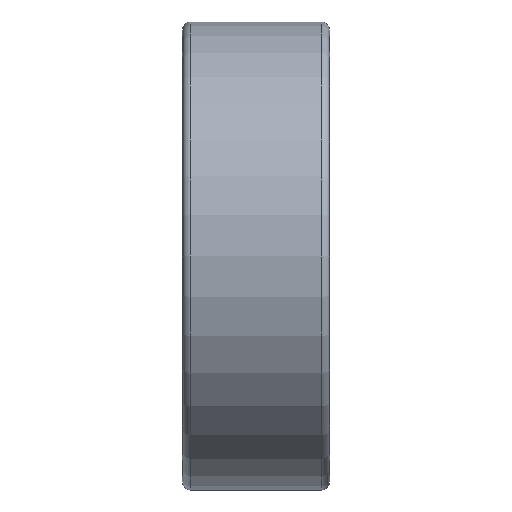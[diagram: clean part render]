
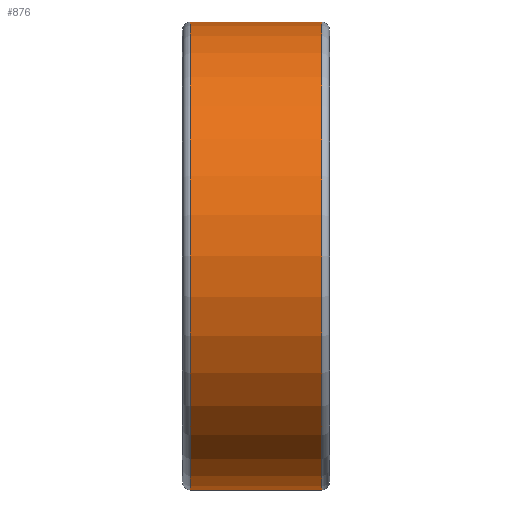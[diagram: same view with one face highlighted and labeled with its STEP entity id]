
A CAD part, front view. The second image highlights one B-rep face of the part: STEP entity #876.
In plain terms, the highlighted cylindrical face has radius 17.5 mm (diameter 35 mm), a full revolution.
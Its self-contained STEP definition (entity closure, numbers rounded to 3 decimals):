
#102=LINE('',#1502,#126);
#126=VECTOR('',#1166,17.5);
#150=CYLINDRICAL_SURFACE('',#976,17.5);
#168=FACE_OUTER_BOUND('',#230,.T.);
#230=EDGE_LOOP('',(#639,#640,#641,#642,#643,#644));
#335=CIRCLE('',#974,17.5);
#336=CIRCLE('',#975,17.5);
#337=CIRCLE('',#977,17.5);
#338=CIRCLE('',#978,17.5);
#413=VERTEX_POINT('',#1495);
#414=VERTEX_POINT('',#1497);
#415=VERTEX_POINT('',#1501);
#416=VERTEX_POINT('',#1503);
#508=EDGE_CURVE('',#413,#414,#335,.T.);
#509=EDGE_CURVE('',#414,#413,#336,.T.);
#510=EDGE_CURVE('',#414,#415,#102,.T.);
#511=EDGE_CURVE('',#415,#416,#337,.T.);
#512=EDGE_CURVE('',#416,#415,#338,.T.);
#639=ORIENTED_EDGE('',*,*,#509,.F.);
#640=ORIENTED_EDGE('',*,*,#510,.T.);
#641=ORIENTED_EDGE('',*,*,#511,.T.);
#642=ORIENTED_EDGE('',*,*,#512,.T.);
#643=ORIENTED_EDGE('',*,*,#510,.F.);
#644=ORIENTED_EDGE('',*,*,#508,.F.);
#876=ADVANCED_FACE('',(#168),#150,.T.);
#974=AXIS2_PLACEMENT_3D('',#1498,#1160,#1161);
#975=AXIS2_PLACEMENT_3D('',#1499,#1162,#1163);
#976=AXIS2_PLACEMENT_3D('',#1500,#1164,#1165);
#977=AXIS2_PLACEMENT_3D('',#1504,#1167,#1168);
#978=AXIS2_PLACEMENT_3D('',#1505,#1169,#1170);
#1160=DIRECTION('center_axis',(1.,0.,0.));
#1161=DIRECTION('ref_axis',(0.,1.,0.));
#1162=DIRECTION('center_axis',(1.,0.,0.));
#1163=DIRECTION('ref_axis',(0.,1.,0.));
#1164=DIRECTION('center_axis',(1.,0.,0.));
#1165=DIRECTION('ref_axis',(0.,1.,0.));
#1166=DIRECTION('',(-1.,0.,0.));
#1167=DIRECTION('center_axis',(1.,0.,0.));
#1168=DIRECTION('ref_axis',(0.,1.,0.));
#1169=DIRECTION('center_axis',(1.,0.,0.));
#1170=DIRECTION('ref_axis',(0.,1.,0.));
#1495=CARTESIAN_POINT('',(10.4,0.,17.5));
#1497=CARTESIAN_POINT('',(10.4,-17.5,0.));
#1498=CARTESIAN_POINT('Origin',(10.4,0.,0.));
#1499=CARTESIAN_POINT('Origin',(10.4,0.,0.));
#1500=CARTESIAN_POINT('Origin',(5.5,0.,0.));
#1501=CARTESIAN_POINT('',(0.6,-17.5,0.));
#1502=CARTESIAN_POINT('',(5.5,-17.5,0.));
#1503=CARTESIAN_POINT('',(0.6,0.,17.5));
#1504=CARTESIAN_POINT('Origin',(0.6,0.,0.));
#1505=CARTESIAN_POINT('Origin',(0.6,0.,0.));
